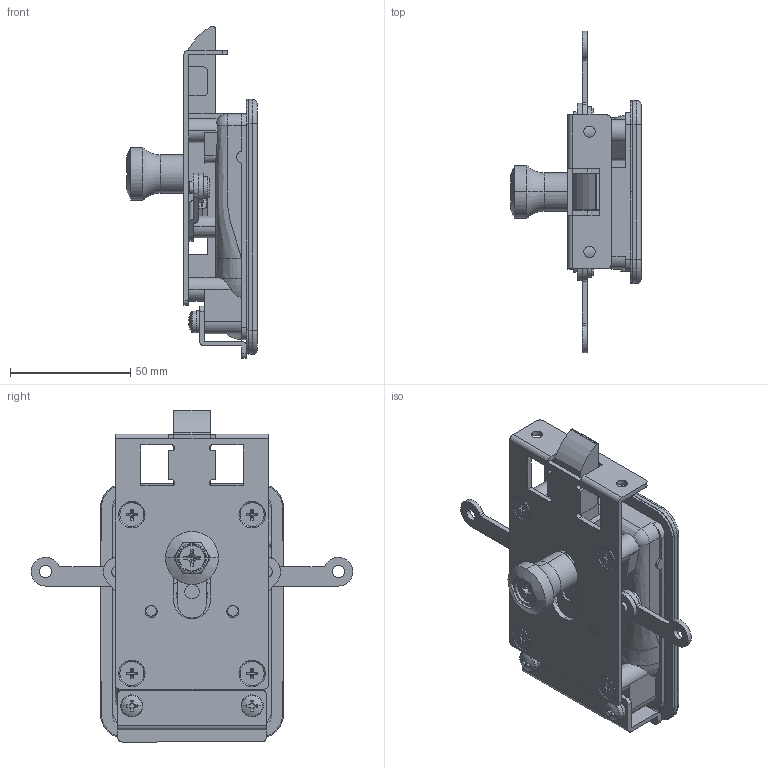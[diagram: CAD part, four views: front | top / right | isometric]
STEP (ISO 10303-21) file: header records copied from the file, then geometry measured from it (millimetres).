
FILE_DESCRIPTION (( 'STEP AP203' ), '1' );
FILE_NAME ('A-542-3-R.STEP', '2024-01-19T04:11:46', ( '' ), ( '' ), 'SwSTEP 2.0', 'SolidWorks 2021', '' );
FILE_SCHEMA (( 'CONFIG_CONTROL_DESIGN' ));
Length unit declared in the file: millimetre
Products named in the file (18): 僒僢僔梡嶮彫偹偠M5_M5亊8; スプリングワッシャーM8_JIS B 1251 No.2 8; A-542-3-R; A-542-3リンクピン_; A-542-3パッキン_; A-542-3本体_; 廫帤寠晅偒榋妏儃儖僩M8_M8亊30; A-542-3儔僢僠働乕僗_; 十字穴付なべねじM5(SW付)_M5×8; A-542-3取付板_; A-542-3アーム_; A-542-3ピン_; A-542-3儕儞僌僾儗乕僩B_; A-542-3解除ボタン_; A-542-3儕儞僌僾儗乕僩A_; T0230僟儈乕儘乕僞乕__#200-2_; A-542-3ハンドル_; A-542-3ラッチ_
Assembly tree (23 placements, depth 2):
  A-542-3-R
    A-542-3本体_
    A-542-3ハンドル_
    A-542-3儔僢僠働乕僗_
    A-542-3ラッチ_
    A-542-3パッキン_
    A-542-3アーム_  x2
    A-542-3儕儞僌僾儗乕僩A_
    A-542-3儕儞僌僾儗乕僩B_
    十字穴付なべねじM5(SW付)_M5×8  x2
    A-542-3取付板_
    僒僢僔梡嶮彫偹偠M5_M5亊8  x4
    A-542-3解除ボタン_
    廫帤寠晅偒榋妏儃儖僩M8_M8亊30
    スプリングワッシャーM8_JIS B 1251 No.2 8
    A-542-3リンクピン_  x2
    A-542-3ピン_
    T0230僟儈乕儘乕僞乕__#200-2_
Bounding box: 54.63 x 133.71 x 138 mm (x, y, z)
Volume: 98951.9 mm3; surface area: 78735.6 mm2
Topology: 23 solids, 23 shells, 770 faces, 1965 edges, 1251 vertices
Faces by surface type: plane 347, cylinder 299, cone 54, torus 42, bspline 20, sphere 8
Entity records: 22639 total; most frequent: CARTESIAN_POINT 4959, DIRECTION 3362, ORIENTED_EDGE 3208, EDGE_CURVE 1604, AXIS2_PLACEMENT_3D 1255, VERTEX_POINT 1033, VECTOR 852, LINE 852
